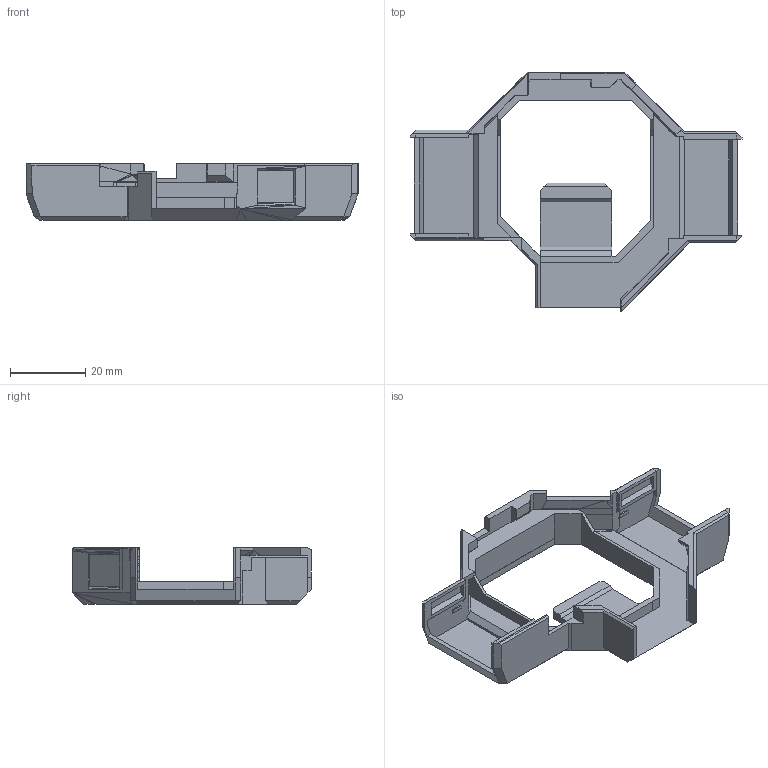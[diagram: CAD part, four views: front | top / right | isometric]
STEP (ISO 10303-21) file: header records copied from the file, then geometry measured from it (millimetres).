
FILE_DESCRIPTION(/* description */ (''),/* implementation_level */ '2;1');
FILE_NAME(/* name */ 'Casing_Bottom.step',/* time_stamp */ '2023-11-06T17:27:49+01:00',/* author */ (''),/* organization */ (''),/* preprocessor_version */ 'ST-DEVELOPER v19.2',/* originating_system */ 'Autodesk Translation Framework v11.17.0.187',/* authorisation */ '');
FILE_SCHEMA (('AUTOMOTIVE_DESIGN { 1 0 10303 214 3 1 1 }'));
Length unit declared in the file: millimetre
Products named in the file (1): OpenBCIClipMount
Bounding box: 88.06 x 63.43 x 15 mm (x, y, z)
Volume: 10253.6 mm3; surface area: 11785.6 mm2
Topology: 1 solids, 1 shells, 402 faces, 1059 edges, 667 vertices
Faces by surface type: plane 402
Entity records: 12020 total; most frequent: CARTESIAN_POINT 2130, ORIENTED_EDGE 2120, DIRECTION 1866, LINE 1060, VECTOR 1060, EDGE_CURVE 1060, VERTEX_POINT 667, EDGE_LOOP 412
